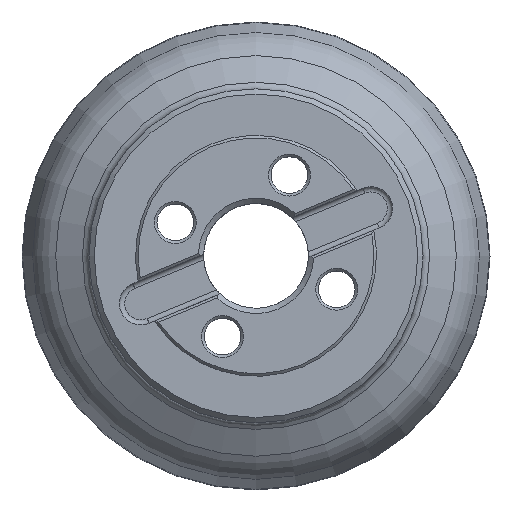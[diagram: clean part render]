
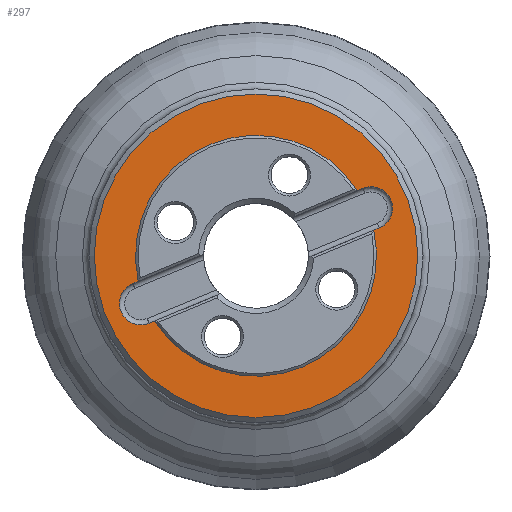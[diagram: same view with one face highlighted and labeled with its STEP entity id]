
A CAD part, top view. The second image highlights one B-rep face of the part: STEP entity #297.
In plain terms, the highlighted planar face has unit normal (0, 0, 1).
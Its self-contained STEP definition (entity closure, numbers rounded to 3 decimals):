
#189=PLANE('',#1731);
#297=ADVANCED_FACE('',(#557,#558),#189,.T.);
#425=LINE('',#2483,#469);
#426=LINE('',#2488,#470);
#427=LINE('',#2492,#471);
#428=LINE('',#2496,#472);
#469=VECTOR('',#2012,1.);
#470=VECTOR('',#2015,1.);
#471=VECTOR('',#2018,1.);
#472=VECTOR('',#2021,1.);
#557=FACE_BOUND('',#691,.T.);
#558=FACE_BOUND('',#692,.T.);
#691=EDGE_LOOP('',(#867));
#692=EDGE_LOOP('',(#868,#869,#870,#871,#872,#873,#874,#875));
#867=ORIENTED_EDGE('',*,*,#1393,.F.);
#868=ORIENTED_EDGE('',*,*,#1394,.F.);
#869=ORIENTED_EDGE('',*,*,#1395,.T.);
#870=ORIENTED_EDGE('',*,*,#1396,.F.);
#871=ORIENTED_EDGE('',*,*,#1397,.F.);
#872=ORIENTED_EDGE('',*,*,#1398,.F.);
#873=ORIENTED_EDGE('',*,*,#1399,.T.);
#874=ORIENTED_EDGE('',*,*,#1400,.F.);
#875=ORIENTED_EDGE('',*,*,#1401,.F.);
#1237=VERTEX_POINT('',#2481);
#1238=VERTEX_POINT('',#2484);
#1239=VERTEX_POINT('',#2485);
#1240=VERTEX_POINT('',#2487);
#1241=VERTEX_POINT('',#2489);
#1242=VERTEX_POINT('',#2491);
#1243=VERTEX_POINT('',#2493);
#1244=VERTEX_POINT('',#2495);
#1245=VERTEX_POINT('',#2497);
#1393=EDGE_CURVE('',#1237,#1237,#1599,.T.);
#1394=EDGE_CURVE('',#1238,#1239,#425,.T.);
#1395=EDGE_CURVE('',#1238,#1240,#1600,.T.);
#1396=EDGE_CURVE('',#1241,#1240,#426,.T.);
#1397=EDGE_CURVE('',#1242,#1241,#1601,.T.);
#1398=EDGE_CURVE('',#1243,#1242,#427,.T.);
#1399=EDGE_CURVE('',#1243,#1244,#1602,.T.);
#1400=EDGE_CURVE('',#1245,#1244,#428,.T.);
#1401=EDGE_CURVE('',#1239,#1245,#1603,.T.);
#1599=CIRCLE('',#1725,61.75);
#1600=CIRCLE('',#1727,46.);
#1601=CIRCLE('',#1728,8.2);
#1602=CIRCLE('',#1729,46.);
#1603=CIRCLE('',#1730,8.2);
#1725=AXIS2_PLACEMENT_3D('',#2480,#2008,#2009);
#1727=AXIS2_PLACEMENT_3D('',#2486,#2013,#2014);
#1728=AXIS2_PLACEMENT_3D('',#2490,#2016,#2017);
#1729=AXIS2_PLACEMENT_3D('',#2494,#2019,#2020);
#1730=AXIS2_PLACEMENT_3D('',#2498,#2022,#2023);
#1731=AXIS2_PLACEMENT_3D('',#2499,#2024,#2025);
#2008=DIRECTION('',(0.,0.,-1.));
#2009=DIRECTION('',(-1.,0.,0.));
#2012=DIRECTION('',(0.924,0.383,0.));
#2013=DIRECTION('',(0.,0.,-1.));
#2014=DIRECTION('',(1.,0.,0.));
#2015=DIRECTION('',(0.924,0.383,0.));
#2016=DIRECTION('',(0.,0.,1.));
#2017=DIRECTION('',(-1.,0.,0.));
#2018=DIRECTION('',(-0.924,-0.383,0.));
#2019=DIRECTION('',(0.,0.,-1.));
#2020=DIRECTION('',(1.,0.,0.));
#2021=DIRECTION('',(-0.924,-0.383,0.));
#2022=DIRECTION('',(0.,0.,1.));
#2023=DIRECTION('',(-1.,0.,0.));
#2024=DIRECTION('',(0.,0.,1.));
#2025=DIRECTION('',(1.,0.,0.));
#2480=CARTESIAN_POINT('',(0.,0.,-1.));
#2481=CARTESIAN_POINT('',(-61.75,0.,-1.));
#2483=CARTESIAN_POINT('',(-51.276,-30.115,-1.));
#2484=CARTESIAN_POINT('',(44.956,9.746,-1.));
#2485=CARTESIAN_POINT('',(47.068,10.621,-1.));
#2486=CARTESIAN_POINT('',(0.,0.,-1.));
#2487=CARTESIAN_POINT('',(-38.68,-24.897,-1.));
#2488=CARTESIAN_POINT('',(-51.276,-30.115,-1.));
#2489=CARTESIAN_POINT('',(-40.792,-25.772,-1.));
#2490=CARTESIAN_POINT('',(-43.93,-18.197,-1.));
#2491=CARTESIAN_POINT('',(-47.068,-10.621,-1.));
#2492=CARTESIAN_POINT('',(-57.552,-14.963,-1.));
#2493=CARTESIAN_POINT('',(-44.956,-9.746,-1.));
#2494=CARTESIAN_POINT('',(0.,0.,-1.));
#2495=CARTESIAN_POINT('',(38.68,24.897,-1.));
#2496=CARTESIAN_POINT('',(-57.552,-14.963,-1.));
#2497=CARTESIAN_POINT('',(40.792,25.772,-1.));
#2498=CARTESIAN_POINT('',(43.93,18.197,-1.));
#2499=CARTESIAN_POINT('',(46.603,-40.512,-1.));
